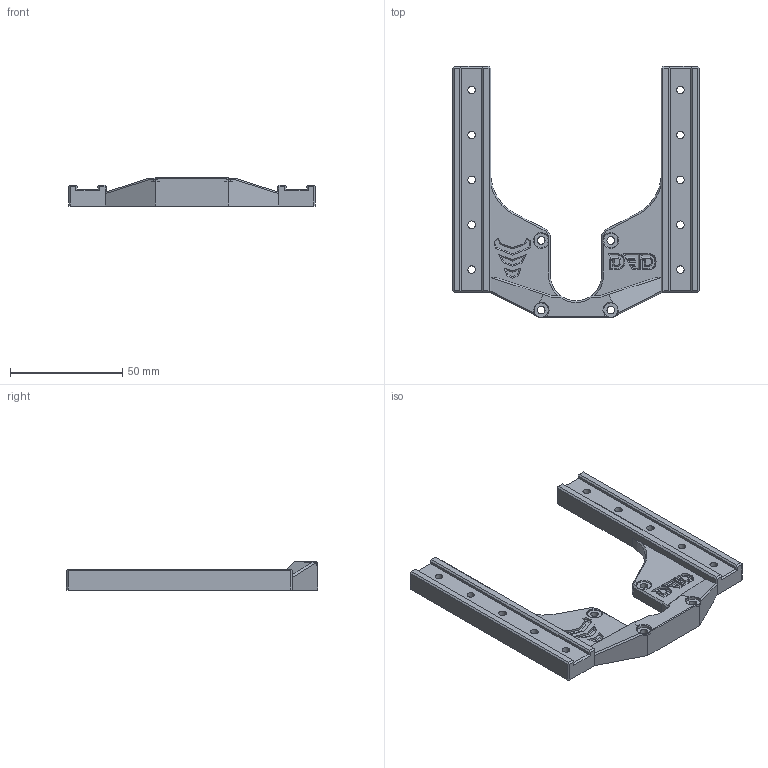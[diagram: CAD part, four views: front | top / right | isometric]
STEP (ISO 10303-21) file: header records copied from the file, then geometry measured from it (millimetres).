
FILE_DESCRIPTION(('HOOPS Exchange Step'),'2;1');
FILE_NAME('temp_export','2024-03-18T21:03:40+19:00',('DentedAF'),('Shapr3D Limited'),'HOOPS Exchange 2023.2','Shapr3D','Authorized');
FILE_SCHEMA( ('AUTOMOTIVE_DESIGN { 1 0 10303 214 1 1 1 1 }') );
Length unit declared in the file: millimetre
Products named in the file (1): root
Bounding box: 110 x 111.8 x 12.5 mm (x, y, z)
Volume: 43669.9 mm3; surface area: 19055.8 mm2
Topology: 1 solids, 1 shells, 277 faces, 737 edges, 478 vertices
Faces by surface type: plane 214, cylinder 32, cone 21, bspline 10
Full cylindrical faces by diameter (mm): 3.4 x14, 4.7 x10, 6.4 x4
Entity records: 9343 total; most frequent: CARTESIAN_POINT 2363, ORIENTED_EDGE 1474, DIRECTION 1368, EDGE_CURVE 737, VECTOR 556, LINE 556, VERTEX_POINT 478, AXIS2_PLACEMENT_3D 406
